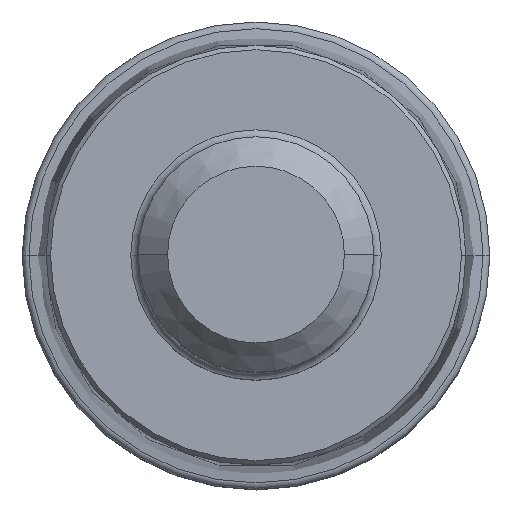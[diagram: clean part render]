
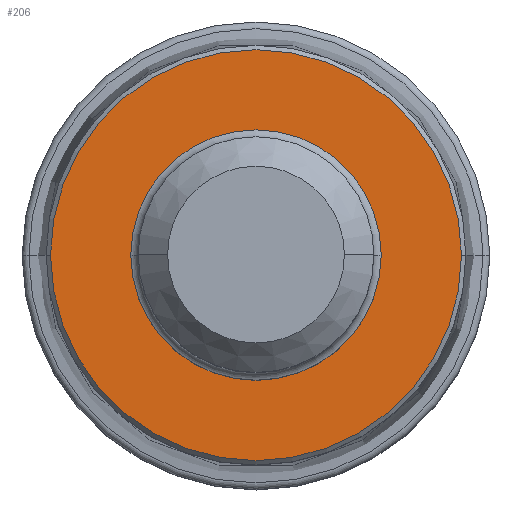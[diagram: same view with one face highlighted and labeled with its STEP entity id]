
A CAD part, top view. The second image highlights one B-rep face of the part: STEP entity #206.
In plain terms, the highlighted planar face has unit normal (0, 0, 1).
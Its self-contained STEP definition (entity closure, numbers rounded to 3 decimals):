
#206=ADVANCED_FACE('',(#253,#254),#248,.F.);
#248=PLANE('',#1255);
#253=FACE_BOUND('',#285,.T.);
#254=FACE_BOUND('',#286,.T.);
#285=EDGE_LOOP('',(#447,#448));
#286=EDGE_LOOP('',(#449,#450));
#447=ORIENTED_EDGE('',*,*,#741,.T.);
#448=ORIENTED_EDGE('',*,*,#742,.T.);
#449=ORIENTED_EDGE('',*,*,#743,.T.);
#450=ORIENTED_EDGE('',*,*,#744,.T.);
#639=VERTEX_POINT('',#1977);
#640=VERTEX_POINT('',#1978);
#641=VERTEX_POINT('',#1981);
#642=VERTEX_POINT('',#1982);
#741=EDGE_CURVE('',#639,#640,#879,.T.);
#742=EDGE_CURVE('',#640,#639,#880,.T.);
#743=EDGE_CURVE('',#641,#642,#881,.T.);
#744=EDGE_CURVE('',#642,#641,#882,.T.);
#879=CIRCLE('',#1251,13.95);
#880=CIRCLE('',#1252,13.95);
#881=CIRCLE('',#1253,8.5);
#882=CIRCLE('',#1254,8.5);
#1251=AXIS2_PLACEMENT_3D('',#1976,#1551,#1552);
#1252=AXIS2_PLACEMENT_3D('',#1979,#1553,#1554);
#1253=AXIS2_PLACEMENT_3D('',#1980,#1555,#1556);
#1254=AXIS2_PLACEMENT_3D('',#1983,#1557,#1558);
#1255=AXIS2_PLACEMENT_3D('',#1984,#1559,#1560);
#1551=DIRECTION('',(0.,0.,1.));
#1552=DIRECTION('',(-1.,0.,0.));
#1553=DIRECTION('',(0.,0.,1.));
#1554=DIRECTION('',(1.,0.,0.));
#1555=DIRECTION('',(0.,0.,-1.));
#1556=DIRECTION('',(1.,0.,0.));
#1557=DIRECTION('',(0.,0.,-1.));
#1558=DIRECTION('',(-1.,0.,0.));
#1559=DIRECTION('',(0.,0.,-1.));
#1560=DIRECTION('',(1.,0.,0.));
#1976=CARTESIAN_POINT('',(0.,0.,0.));
#1977=CARTESIAN_POINT('',(-13.95,0.,0.));
#1978=CARTESIAN_POINT('',(13.95,0.,0.));
#1979=CARTESIAN_POINT('',(0.,0.,0.));
#1980=CARTESIAN_POINT('',(0.,0.,0.));
#1981=CARTESIAN_POINT('',(8.5,0.,0.));
#1982=CARTESIAN_POINT('',(-8.5,0.,0.));
#1983=CARTESIAN_POINT('',(0.,0.,0.));
#1984=CARTESIAN_POINT('',(0.,0.,0.));
